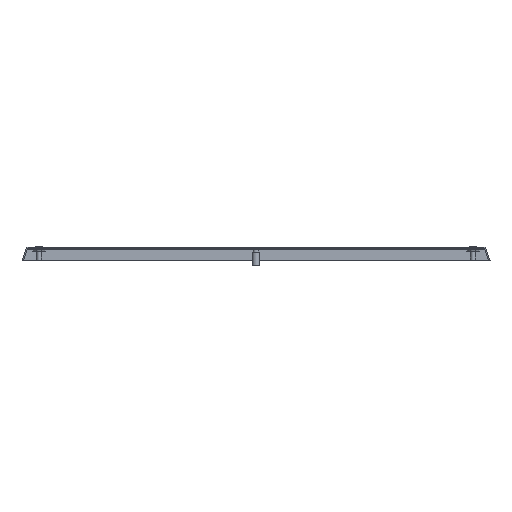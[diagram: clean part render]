
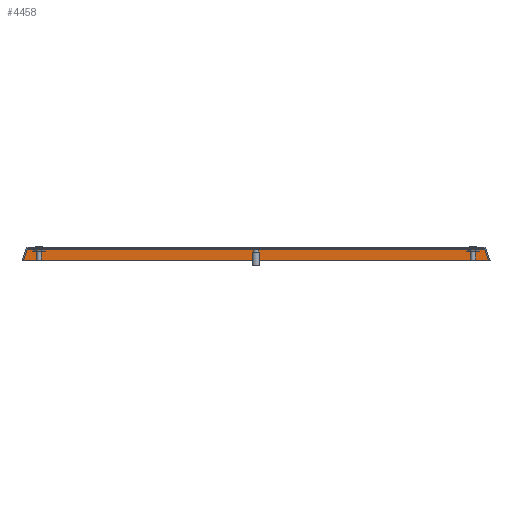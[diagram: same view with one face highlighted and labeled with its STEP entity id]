
A CAD part, front view. The second image highlights one B-rep face of the part: STEP entity #4458.
In plain terms, the highlighted planar face has unit normal (0, -1, 0).
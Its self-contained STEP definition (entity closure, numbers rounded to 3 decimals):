
#45 = DIRECTION ( 'NONE',  ( 0.309, 0., -0.951 ) ) ;
#74 = CARTESIAN_POINT ( 'NONE',  ( 221.005, 900.4, 145.142 ) ) ;
#125 = LINE ( 'NONE', #608, #1672 ) ;
#270 = ORIENTED_EDGE ( 'NONE', *, *, #3248, .F. ) ;
#351 = DIRECTION ( 'NONE',  ( -1., 0., 0. ) ) ;
#477 = LINE ( 'NONE', #74, #3199 ) ;
#608 = CARTESIAN_POINT ( 'NONE',  ( -273.513, 900.4, -16.464 ) ) ;
#668 = VECTOR ( 'NONE', #351, 1000. ) ;
#1100 = VERTEX_POINT ( 'NONE', #2863 ) ;
#1135 = DIRECTION ( 'NONE',  ( 0.309, 0., 0.951 ) ) ;
#1672 = VECTOR ( 'NONE', #1135, 1000. ) ;
#1899 = VERTEX_POINT ( 'NONE', #6246 ) ;
#2330 = DIRECTION ( 'NONE',  ( -1., 0., 0. ) ) ;
#2333 = FACE_OUTER_BOUND ( 'NONE', #5834, .T. ) ;
#2863 = CARTESIAN_POINT ( 'NONE',  ( 273.363, 900.4, -16. ) ) ;
#2942 = LINE ( 'NONE', #6663, #668 ) ;
#3199 = VECTOR ( 'NONE', #45, 1000. ) ;
#3248 = EDGE_CURVE ( 'NONE', #1100, #5977, #5471, .T. ) ;
#3330 = DIRECTION ( 'NONE',  ( 0., 1., 0. ) ) ;
#3494 = ORIENTED_EDGE ( 'NONE', *, *, #3945, .T. ) ;
#3682 = AXIS2_PLACEMENT_3D ( 'NONE', #4445, #3330, #6583 ) ;
#3945 = EDGE_CURVE ( 'NONE', #1899, #5046, #2942, .T. ) ;
#4165 = ORIENTED_EDGE ( 'NONE', *, *, #5545, .F. ) ;
#4445 = CARTESIAN_POINT ( 'NONE',  ( -274.94, 900.4, -16. ) ) ;
#4458 = ADVANCED_FACE ( 'NONE', ( #2333 ), #4940, .F. ) ;
#4841 = VECTOR ( 'NONE', #2330, 1000. ) ;
#4940 = PLANE ( 'NONE',  #3682 ) ;
#5046 = VERTEX_POINT ( 'NONE', #6529 ) ;
#5471 = LINE ( 'NONE', #6550, #4841 ) ;
#5545 = EDGE_CURVE ( 'NONE', #1899, #1100, #477, .T. ) ;
#5634 = CARTESIAN_POINT ( 'NONE',  ( -273.363, 900.4, -16. ) ) ;
#5834 = EDGE_LOOP ( 'NONE', ( #270, #4165, #3494, #6186 ) ) ;
#5886 = EDGE_CURVE ( 'NONE', #5977, #5046, #125, .T. ) ;
#5977 = VERTEX_POINT ( 'NONE', #5634 ) ;
#6186 = ORIENTED_EDGE ( 'NONE', *, *, #5886, .F. ) ;
#6246 = CARTESIAN_POINT ( 'NONE',  ( 268.651, 900.4, -1.5 ) ) ;
#6529 = CARTESIAN_POINT ( 'NONE',  ( -268.651, 900.4, -1.5 ) ) ;
#6550 = CARTESIAN_POINT ( 'NONE',  ( 0., 900.4, -16. ) ) ;
#6583 = DIRECTION ( 'NONE',  ( 0., 0., 1. ) ) ;
#6663 = CARTESIAN_POINT ( 'NONE',  ( 0., 900.4, -1.5 ) ) ;
